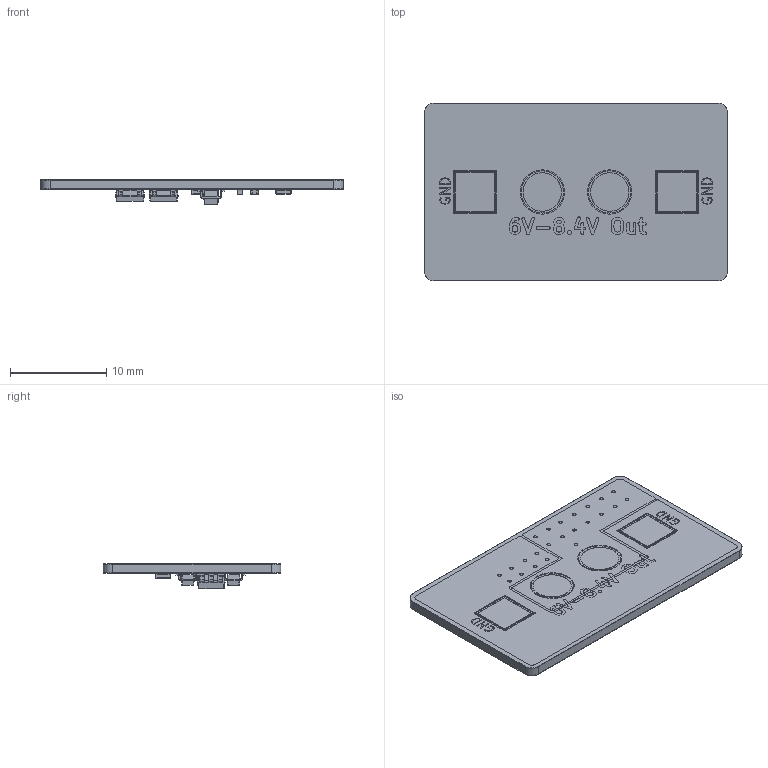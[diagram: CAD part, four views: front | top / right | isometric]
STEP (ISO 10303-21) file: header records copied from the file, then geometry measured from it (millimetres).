
FILE_DESCRIPTION(('KiCad electronic assembly'),'2;1');
FILE_NAME('Radio Interface.step','2025-04-26T21:33:12',('Pcbnew'),( 'Kicad'),'Open CASCADE STEP processor 7.8','KiCad to STEP converter' ,'Unknown');
FILE_SCHEMA(('AUTOMOTIVE_DESIGN { 1 0 10303 214 1 1 1 1 }'));
Length unit declared in the file: millimetre
Products named in the file (9): Radio Interface 1; SOT-23-6; R_0603_1608Metric; C_0402_1005Metric; SOT-23; Radio Interface_copper; Radio Interface_silkscreen; Radio Interface_soldermask; Radio Interface_PCB
Assembly tree (14 placements, depth 2):
  Radio Interface 1
    SOT-23-6
    R_0603_1608Metric  x3
    C_0402_1005Metric  x2
    SOT-23  x4
    Radio Interface_copper
    Radio Interface_silkscreen
    Radio Interface_soldermask
    Radio Interface_PCB
Bounding box: 31.5 x 18.5 x 2.62 mm (x, y, z)
Volume: 588.8 mm3; surface area: 4537.4 mm2
Topology: 21 solids, 114 shells, 1995 faces, 7212 edges, 5318 vertices
Faces by surface type: plane 1435, cylinder 422, bspline 138
Full cylindrical faces by diameter (mm): 0.35 x23, 0.4 x46, 4 x2
Entity records: 71560 total; most frequent: CARTESIAN_POINT 13265, ORIENTED_EDGE 11164, DIRECTION 10930, EDGE_CURVE 6464, LINE 5160, VECTOR 5160, VERTEX_POINT 4864, AXIS2_PLACEMENT_3D 2885
